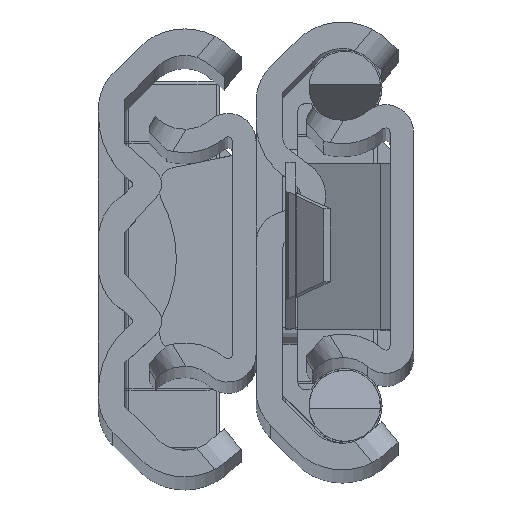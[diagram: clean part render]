
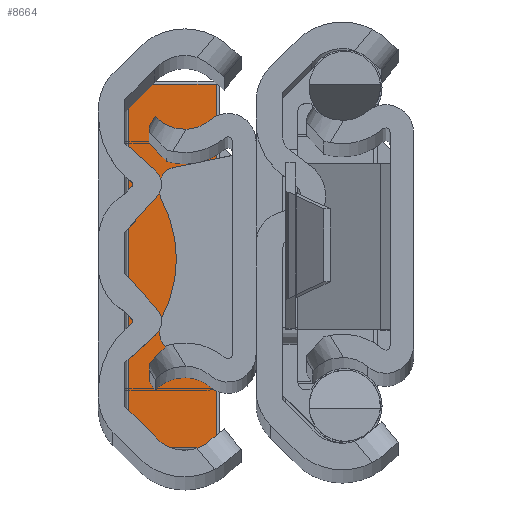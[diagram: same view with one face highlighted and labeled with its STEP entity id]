
A CAD part, top view. The second image highlights one B-rep face of the part: STEP entity #8664.
In plain terms, the highlighted planar face has unit normal (0, 0, 1).
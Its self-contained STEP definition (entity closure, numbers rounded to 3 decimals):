
#55 = EDGE_CURVE ( 'NONE', #8760, #5836, #3792, .T. ) ;
#168 = VECTOR ( 'NONE', #3977, 1000. ) ;
#197 = CARTESIAN_POINT ( 'NONE',  ( -11.15, 5.7, 3.25 ) ) ;
#407 = VECTOR ( 'NONE', #6500, 1000. ) ;
#867 = CARTESIAN_POINT ( 'NONE',  ( 10.95, 5.7, 3.25 ) ) ;
#967 = LINE ( 'NONE', #10356, #6274 ) ;
#1251 = ORIENTED_EDGE ( 'NONE', *, *, #10680, .T. ) ;
#1410 = ORIENTED_EDGE ( 'NONE', *, *, #2301, .T. ) ;
#1465 = AXIS2_PLACEMENT_3D ( 'NONE', #197, #4034, #11655 ) ;
#2091 = FACE_OUTER_BOUND ( 'NONE', #12124, .T. ) ;
#2301 = EDGE_CURVE ( 'NONE', #9160, #8760, #5507, .T. ) ;
#2796 = DIRECTION ( 'NONE',  ( 1., 0., 0. ) ) ;
#3346 = CARTESIAN_POINT ( 'NONE',  ( -10.95, 5.5, 3.25 ) ) ;
#3449 = CARTESIAN_POINT ( 'NONE',  ( 10.95, 0.2, 3.25 ) ) ;
#3792 = LINE ( 'NONE', #5852, #168 ) ;
#3977 = DIRECTION ( 'NONE',  ( 0., -1., 0. ) ) ;
#4034 = DIRECTION ( 'NONE',  ( 0., 0., -1. ) ) ;
#5507 = LINE ( 'NONE', #6436, #407 ) ;
#5836 = VERTEX_POINT ( 'NONE', #6987 ) ;
#5852 = CARTESIAN_POINT ( 'NONE',  ( -10.95, 5.7, 3.25 ) ) ;
#5891 = VECTOR ( 'NONE', #8498, 1000. ) ;
#6274 = VECTOR ( 'NONE', #2796, 1000. ) ;
#6436 = CARTESIAN_POINT ( 'NONE',  ( -11.15, 5.5, 3.25 ) ) ;
#6500 = DIRECTION ( 'NONE',  ( -1., 0., 0. ) ) ;
#6987 = CARTESIAN_POINT ( 'NONE',  ( -10.95, 0.2, 3.25 ) ) ;
#7137 = CARTESIAN_POINT ( 'NONE',  ( 10.95, 5.5, 3.25 ) ) ;
#7751 = LINE ( 'NONE', #867, #5891 ) ;
#8426 = ORIENTED_EDGE ( 'NONE', *, *, #11532, .T. ) ;
#8498 = DIRECTION ( 'NONE',  ( 0., 1., 0. ) ) ;
#8664 = ADVANCED_FACE ( 'NONE', ( #2091 ), #8835, .F. ) ;
#8760 = VERTEX_POINT ( 'NONE', #3346 ) ;
#8835 = PLANE ( 'NONE',  #1465 ) ;
#9160 = VERTEX_POINT ( 'NONE', #7137 ) ;
#10356 = CARTESIAN_POINT ( 'NONE',  ( -11.15, 0.2, 3.25 ) ) ;
#10680 = EDGE_CURVE ( 'NONE', #5836, #11271, #967, .T. ) ;
#11271 = VERTEX_POINT ( 'NONE', #3449 ) ;
#11532 = EDGE_CURVE ( 'NONE', #11271, #9160, #7751, .T. ) ;
#11655 = DIRECTION ( 'NONE',  ( -1., 0., 0. ) ) ;
#11761 = ORIENTED_EDGE ( 'NONE', *, *, #55, .T. ) ;
#12124 = EDGE_LOOP ( 'NONE', ( #1410, #11761, #1251, #8426 ) ) ;
